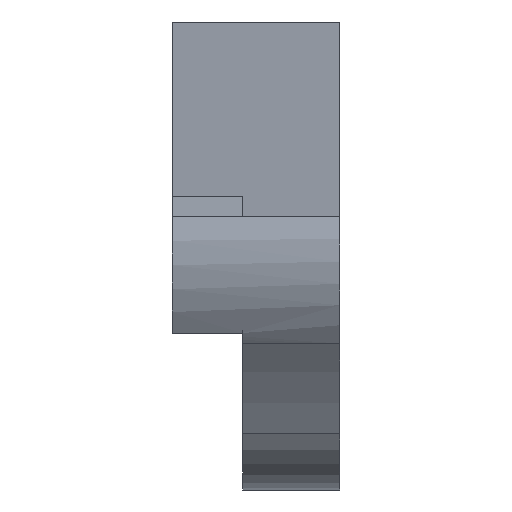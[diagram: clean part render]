
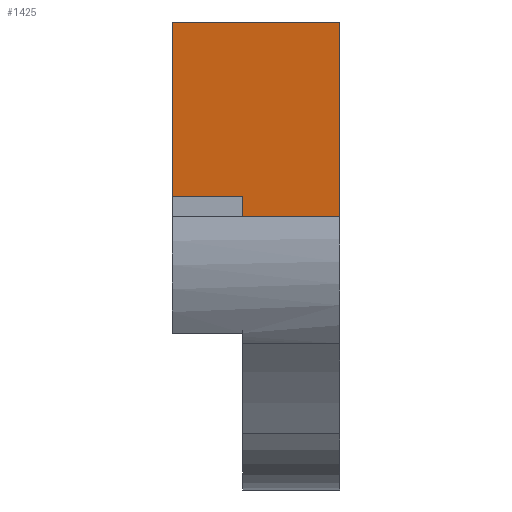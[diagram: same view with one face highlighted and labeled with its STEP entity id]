
A CAD part, front view. The second image highlights one B-rep face of the part: STEP entity #1425.
In plain terms, the highlighted planar face has unit normal (0, -0.995, -0.103).
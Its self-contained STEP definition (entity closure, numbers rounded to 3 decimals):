
#45 = PLANE('',#46);
#46 = AXIS2_PLACEMENT_3D('',#47,#48,#49);
#47 = CARTESIAN_POINT('',(0.,22.5,-96.));
#48 = DIRECTION('',(-1.,0.,0.));
#49 = DIRECTION('',(0.,0.,-1.));
#106 = PLANE('',#107);
#107 = AXIS2_PLACEMENT_3D('',#108,#109,#110);
#108 = CARTESIAN_POINT('',(-29.,-80.,-157.));
#109 = DIRECTION('',(1.,0.,0.));
#110 = DIRECTION('',(0.,0.,1.));
#335 = VERTEX_POINT('',#336);
#336 = CARTESIAN_POINT('',(0.,-44.,-58.));
#350 = PLANE('',#351);
#351 = AXIS2_PLACEMENT_3D('',#352,#353,#354);
#352 = CARTESIAN_POINT('',(0.,-44.,-58.));
#353 = DIRECTION('',(0.,0.,1.));
#354 = DIRECTION('',(0.,-1.,0.));
#362 = EDGE_CURVE('',#363,#335,#365,.T.);
#363 = VERTEX_POINT('',#364);
#364 = CARTESIAN_POINT('',(0.,-50.,0.));
#365 = SURFACE_CURVE('',#366,(#370,#377),.PCURVE_S1.);
#366 = LINE('',#367,#368);
#367 = CARTESIAN_POINT('',(0.,-50.,0.));
#368 = VECTOR('',#369,1.);
#369 = DIRECTION('',(0.,0.103,-0.995)
  );
#370 = PCURVE('',#45,#371);
#371 = DEFINITIONAL_REPRESENTATION('',(#372),#376);
#372 = LINE('',#373,#374);
#373 = CARTESIAN_POINT('',(-96.,72.5));
#374 = VECTOR('',#375,1.);
#375 = DIRECTION('',(0.995,-0.103));
#376 = ( GEOMETRIC_REPRESENTATION_CONTEXT(2) 
PARAMETRIC_REPRESENTATION_CONTEXT() REPRESENTATION_CONTEXT('2D SPACE',''
  ) );
#377 = PCURVE('',#378,#383);
#378 = PLANE('',#379);
#379 = AXIS2_PLACEMENT_3D('',#380,#381,#382);
#380 = CARTESIAN_POINT('',(0.,-50.,0.));
#381 = DIRECTION('',(0.,-0.995,-0.103
    ));
#382 = DIRECTION('',(0.,0.103,-0.995)
  );
#383 = DEFINITIONAL_REPRESENTATION('',(#384),#388);
#384 = LINE('',#385,#386);
#385 = CARTESIAN_POINT('',(0.,0.));
#386 = VECTOR('',#387,1.);
#387 = DIRECTION('',(1.,0.));
#388 = ( GEOMETRIC_REPRESENTATION_CONTEXT(2) 
PARAMETRIC_REPRESENTATION_CONTEXT() REPRESENTATION_CONTEXT('2D SPACE',''
  ) );
#406 = PLANE('',#407);
#407 = AXIS2_PLACEMENT_3D('',#408,#409,#410);
#408 = CARTESIAN_POINT('',(0.,50.,0.));
#409 = DIRECTION('',(0.,0.,1.));
#410 = DIRECTION('',(0.,-1.,0.));
#563 = PLANE('',#564);
#564 = AXIS2_PLACEMENT_3D('',#565,#566,#567);
#565 = CARTESIAN_POINT('',(-67.,-80.,-52.));
#566 = DIRECTION('',(0.,0.,1.));
#567 = DIRECTION('',(1.,0.,0.));
#1149 = VERTEX_POINT('',#1150);
#1150 = CARTESIAN_POINT('',(-29.,-44.621,-52.));
#1171 = EDGE_CURVE('',#1172,#1149,#1174,.T.);
#1172 = VERTEX_POINT('',#1173);
#1173 = CARTESIAN_POINT('',(-29.,-44.,-58.));
#1174 = SURFACE_CURVE('',#1175,(#1179,#1185),.PCURVE_S1.);
#1175 = LINE('',#1176,#1177);
#1176 = CARTESIAN_POINT('',(-29.,-42.124,-76.134));
#1177 = VECTOR('',#1178,1.);
#1178 = DIRECTION('',(0.,-0.103,0.995));
#1179 = PCURVE('',#106,#1180);
#1180 = DEFINITIONAL_REPRESENTATION('',(#1181),#1184);
#1181 = B_SPLINE_CURVE_WITH_KNOTS('',1,(#1182,#1183),.UNSPECIFIED.,.F.,
  .F.,(2,2),(12.399,34.818),.PIECEWISE_BEZIER_KNOTS.);
#1182 = CARTESIAN_POINT('',(93.2,-36.6));
#1183 = CARTESIAN_POINT('',(115.5,-34.293));
#1184 = ( GEOMETRIC_REPRESENTATION_CONTEXT(2) 
PARAMETRIC_REPRESENTATION_CONTEXT() REPRESENTATION_CONTEXT('2D SPACE',''
  ) );
#1185 = PCURVE('',#378,#1186);
#1186 = DEFINITIONAL_REPRESENTATION('',(#1187),#1190);
#1187 = B_SPLINE_CURVE_WITH_KNOTS('',1,(#1188,#1189),.UNSPECIFIED.,.F.,
  .F.,(2,2),(12.399,34.818),.PIECEWISE_BEZIER_KNOTS.);
#1188 = CARTESIAN_POINT('',(64.14,-29.));
#1189 = CARTESIAN_POINT('',(41.721,-29.));
#1190 = ( GEOMETRIC_REPRESENTATION_CONTEXT(2) 
PARAMETRIC_REPRESENTATION_CONTEXT() REPRESENTATION_CONTEXT('2D SPACE',''
  ) );
#1351 = VERTEX_POINT('',#1352);
#1352 = CARTESIAN_POINT('',(-50.,-50.,0.));
#1366 = PLANE('',#1367);
#1367 = AXIS2_PLACEMENT_3D('',#1368,#1369,#1370);
#1368 = CARTESIAN_POINT('',(-50.,22.5,-96.));
#1369 = DIRECTION('',(-1.,0.,0.));
#1370 = DIRECTION('',(0.,0.,-1.));
#1378 = EDGE_CURVE('',#363,#1351,#1379,.T.);
#1379 = SURFACE_CURVE('',#1380,(#1384,#1391),.PCURVE_S1.);
#1380 = LINE('',#1381,#1382);
#1381 = CARTESIAN_POINT('',(0.,-50.,0.));
#1382 = VECTOR('',#1383,1.);
#1383 = DIRECTION('',(-1.,0.,0.));
#1384 = PCURVE('',#406,#1385);
#1385 = DEFINITIONAL_REPRESENTATION('',(#1386),#1390);
#1386 = LINE('',#1387,#1388);
#1387 = CARTESIAN_POINT('',(100.,0.));
#1388 = VECTOR('',#1389,1.);
#1389 = DIRECTION('',(0.,-1.));
#1390 = ( GEOMETRIC_REPRESENTATION_CONTEXT(2) 
PARAMETRIC_REPRESENTATION_CONTEXT() REPRESENTATION_CONTEXT('2D SPACE',''
  ) );
#1391 = PCURVE('',#378,#1392);
#1392 = DEFINITIONAL_REPRESENTATION('',(#1393),#1397);
#1393 = LINE('',#1394,#1395);
#1394 = CARTESIAN_POINT('',(0.,0.));
#1395 = VECTOR('',#1396,1.);
#1396 = DIRECTION('',(0.,-1.));
#1397 = ( GEOMETRIC_REPRESENTATION_CONTEXT(2) 
PARAMETRIC_REPRESENTATION_CONTEXT() REPRESENTATION_CONTEXT('2D SPACE',''
  ) );
#1425 = ADVANCED_FACE('',(#1426),#378,.T.);
#1426 = FACE_BOUND('',#1427,.T.);
#1427 = EDGE_LOOP('',(#1428,#1429,#1430,#1453,#1472,#1473));
#1428 = ORIENTED_EDGE('',*,*,#362,.F.);
#1429 = ORIENTED_EDGE('',*,*,#1378,.T.);
#1430 = ORIENTED_EDGE('',*,*,#1431,.T.);
#1431 = EDGE_CURVE('',#1351,#1432,#1434,.T.);
#1432 = VERTEX_POINT('',#1433);
#1433 = CARTESIAN_POINT('',(-50.,-44.621,-52.));
#1434 = SURFACE_CURVE('',#1435,(#1439,#1446),.PCURVE_S1.);
#1435 = LINE('',#1436,#1437);
#1436 = CARTESIAN_POINT('',(-50.,-50.,0.));
#1437 = VECTOR('',#1438,1.);
#1438 = DIRECTION('',(0.,0.103,-0.995
    ));
#1439 = PCURVE('',#378,#1440);
#1440 = DEFINITIONAL_REPRESENTATION('',(#1441),#1445);
#1441 = LINE('',#1442,#1443);
#1442 = CARTESIAN_POINT('',(0.,-50.));
#1443 = VECTOR('',#1444,1.);
#1444 = DIRECTION('',(1.,0.));
#1445 = ( GEOMETRIC_REPRESENTATION_CONTEXT(2) 
PARAMETRIC_REPRESENTATION_CONTEXT() REPRESENTATION_CONTEXT('2D SPACE',''
  ) );
#1446 = PCURVE('',#1366,#1447);
#1447 = DEFINITIONAL_REPRESENTATION('',(#1448),#1452);
#1448 = LINE('',#1449,#1450);
#1449 = CARTESIAN_POINT('',(-96.,72.5));
#1450 = VECTOR('',#1451,1.);
#1451 = DIRECTION('',(0.995,-0.103));
#1452 = ( GEOMETRIC_REPRESENTATION_CONTEXT(2) 
PARAMETRIC_REPRESENTATION_CONTEXT() REPRESENTATION_CONTEXT('2D SPACE',''
  ) );
#1453 = ORIENTED_EDGE('',*,*,#1454,.F.);
#1454 = EDGE_CURVE('',#1149,#1432,#1455,.T.);
#1455 = SURFACE_CURVE('',#1456,(#1460,#1466),.PCURVE_S1.);
#1456 = LINE('',#1457,#1458);
#1457 = CARTESIAN_POINT('',(-33.5,-44.621,-52.));
#1458 = VECTOR('',#1459,1.);
#1459 = DIRECTION('',(-1.,0.,0.));
#1460 = PCURVE('',#378,#1461);
#1461 = DEFINITIONAL_REPRESENTATION('',(#1462),#1465);
#1462 = B_SPLINE_CURVE_WITH_KNOTS('',1,(#1463,#1464),.UNSPECIFIED.,.F.,
  .F.,(2,2),(-8.3,21.5),.PIECEWISE_BEZIER_KNOTS.);
#1463 = CARTESIAN_POINT('',(52.277,-25.2));
#1464 = CARTESIAN_POINT('',(52.277,-55.));
#1465 = ( GEOMETRIC_REPRESENTATION_CONTEXT(2) 
PARAMETRIC_REPRESENTATION_CONTEXT() REPRESENTATION_CONTEXT('2D SPACE',''
  ) );
#1466 = PCURVE('',#563,#1467);
#1467 = DEFINITIONAL_REPRESENTATION('',(#1468),#1471);
#1468 = B_SPLINE_CURVE_WITH_KNOTS('',1,(#1469,#1470),.UNSPECIFIED.,.F.,
  .F.,(2,2),(-8.3,21.5),.PIECEWISE_BEZIER_KNOTS.);
#1469 = CARTESIAN_POINT('',(41.8,35.379));
#1470 = CARTESIAN_POINT('',(12.,35.379));
#1471 = ( GEOMETRIC_REPRESENTATION_CONTEXT(2) 
PARAMETRIC_REPRESENTATION_CONTEXT() REPRESENTATION_CONTEXT('2D SPACE',''
  ) );
#1472 = ORIENTED_EDGE('',*,*,#1171,.F.);
#1473 = ORIENTED_EDGE('',*,*,#1474,.F.);
#1474 = EDGE_CURVE('',#335,#1172,#1475,.T.);
#1475 = SURFACE_CURVE('',#1476,(#1480,#1487),.PCURVE_S1.);
#1476 = LINE('',#1477,#1478);
#1477 = CARTESIAN_POINT('',(0.,-44.,-58.));
#1478 = VECTOR('',#1479,1.);
#1479 = DIRECTION('',(-1.,0.,0.));
#1480 = PCURVE('',#378,#1481);
#1481 = DEFINITIONAL_REPRESENTATION('',(#1482),#1486);
#1482 = LINE('',#1483,#1484);
#1483 = CARTESIAN_POINT('',(58.31,0.));
#1484 = VECTOR('',#1485,1.);
#1485 = DIRECTION('',(0.,-1.));
#1486 = ( GEOMETRIC_REPRESENTATION_CONTEXT(2) 
PARAMETRIC_REPRESENTATION_CONTEXT() REPRESENTATION_CONTEXT('2D SPACE',''
  ) );
#1487 = PCURVE('',#350,#1488);
#1488 = DEFINITIONAL_REPRESENTATION('',(#1489),#1493);
#1489 = LINE('',#1490,#1491);
#1490 = CARTESIAN_POINT('',(0.,0.));
#1491 = VECTOR('',#1492,1.);
#1492 = DIRECTION('',(0.,-1.));
#1493 = ( GEOMETRIC_REPRESENTATION_CONTEXT(2) 
PARAMETRIC_REPRESENTATION_CONTEXT() REPRESENTATION_CONTEXT('2D SPACE',''
  ) );
